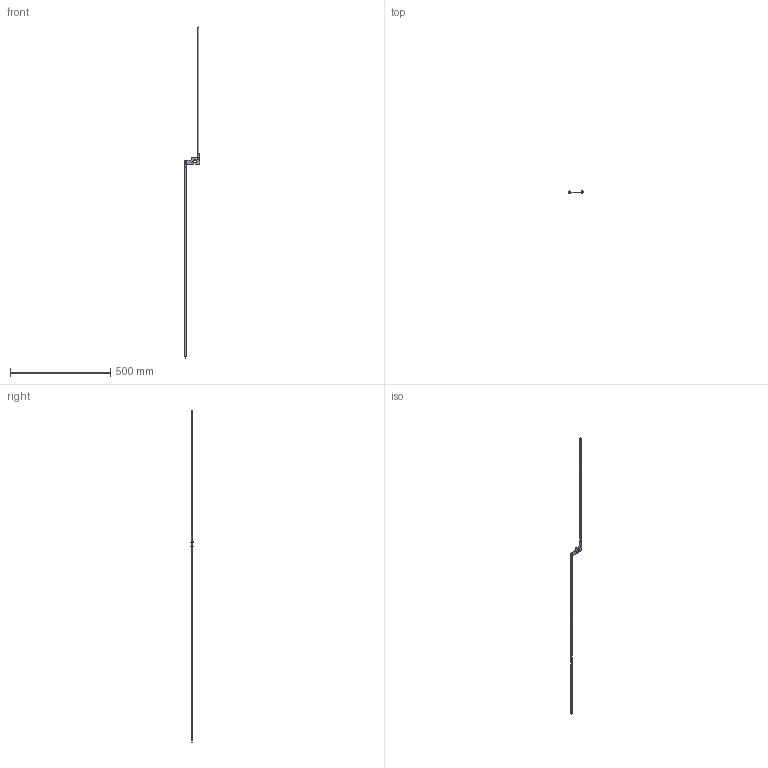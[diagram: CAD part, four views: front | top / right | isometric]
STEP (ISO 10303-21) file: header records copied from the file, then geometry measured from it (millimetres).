
FILE_DESCRIPTION( (''), '2;1');
FILE_NAME ('PC009.9428.THA_277_31814.stp','2025-08-21T16:39:33',(''),(''),'spGate 19.8.4 (****-****-****-****)','','');
FILE_SCHEMA (('AUTOMOTIVE_DESIGN'));
Length unit declared in the file: millimetre
Products named in the file (4): Assembly; cam; rod(A); rod(B)
Assembly tree (3 placements, depth 2):
  Assembly
    cam
    rod(A)
    rod(B)
Bounding box: 75 x 12.5 x 1655 mm (x, y, z)
Volume: 51228.9 mm3; surface area: 36370.4 mm2
Topology: 3 solids, 3 shells, 94 faces, 246 edges, 156 vertices
Faces by surface type: cylinder 43, plane 35, bspline 12, sphere 4
Entity records: 5192 total; most frequent: CARTESIAN_POINT 950, DIRECTION 476, ORIENTED_EDGE 476, COLOUR_RGB 335, PRESENTATION_STYLE_ASSIGNMENT 335, STYLED_ITEM 335, EDGE_CURVE 238, DRAUGHTING_PRE_DEFINED_CURVE_FONT 238
